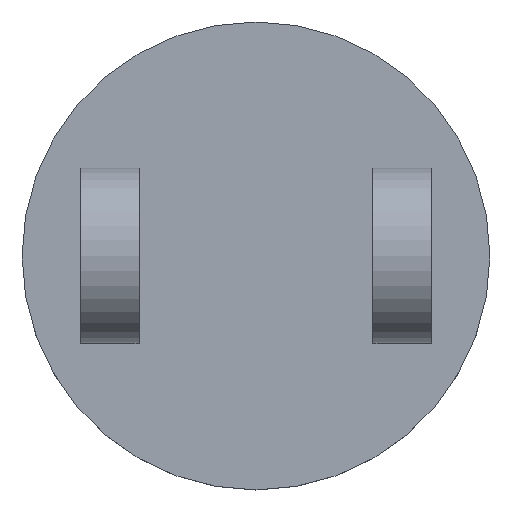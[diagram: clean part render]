
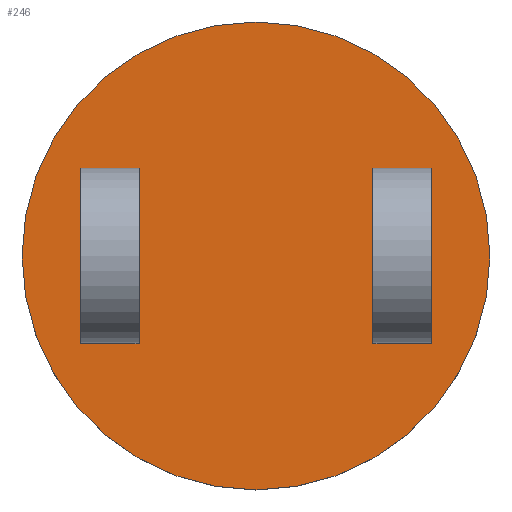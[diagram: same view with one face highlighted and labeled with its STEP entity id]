
A CAD part, top view. The second image highlights one B-rep face of the part: STEP entity #246.
In plain terms, the highlighted planar face has unit normal (0, 0, 1).
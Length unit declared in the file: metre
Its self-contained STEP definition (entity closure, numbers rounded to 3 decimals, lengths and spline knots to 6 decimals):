
#20=LINE('',#377,#40);
#21=LINE('',#380,#41);
#22=LINE('',#382,#42);
#23=LINE('',#384,#43);
#24=LINE('',#385,#44);
#25=LINE('',#388,#45);
#26=LINE('',#390,#46);
#27=LINE('',#392,#47);
#40=VECTOR('',#308,1.);
#41=VECTOR('',#309,1.);
#42=VECTOR('',#310,1.);
#43=VECTOR('',#311,1.);
#44=VECTOR('',#312,1.);
#45=VECTOR('',#313,1.);
#46=VECTOR('',#314,1.);
#47=VECTOR('',#315,1.);
#60=PLANE('',#276);
#72=ORIENTED_EDGE('',*,*,#132,.F.);
#73=ORIENTED_EDGE('',*,*,#133,.T.);
#74=ORIENTED_EDGE('',*,*,#134,.T.);
#75=ORIENTED_EDGE('',*,*,#135,.F.);
#76=ORIENTED_EDGE('',*,*,#136,.F.);
#77=ORIENTED_EDGE('',*,*,#137,.T.);
#78=ORIENTED_EDGE('',*,*,#138,.T.);
#79=ORIENTED_EDGE('',*,*,#139,.F.);
#80=ORIENTED_EDGE('',*,*,#130,.T.);
#130=EDGE_CURVE('',#160,#160,#182,.T.);
#132=EDGE_CURVE('',#162,#163,#20,.T.);
#133=EDGE_CURVE('',#162,#164,#21,.T.);
#134=EDGE_CURVE('',#164,#165,#22,.T.);
#135=EDGE_CURVE('',#163,#165,#23,.T.);
#136=EDGE_CURVE('',#166,#167,#24,.T.);
#137=EDGE_CURVE('',#166,#168,#25,.T.);
#138=EDGE_CURVE('',#168,#169,#26,.T.);
#139=EDGE_CURVE('',#167,#169,#27,.T.);
#160=VERTEX_POINT('',#373);
#162=VERTEX_POINT('',#378);
#163=VERTEX_POINT('',#379);
#164=VERTEX_POINT('',#381);
#165=VERTEX_POINT('',#383);
#166=VERTEX_POINT('',#386);
#167=VERTEX_POINT('',#387);
#168=VERTEX_POINT('',#389);
#169=VERTEX_POINT('',#391);
#182=CIRCLE('',#274,0.04);
#194=EDGE_LOOP('',(#72,#73,#74,#75));
#195=EDGE_LOOP('',(#76,#77,#78,#79));
#196=EDGE_LOOP('',(#80));
#218=FACE_BOUND('',#194,.T.);
#219=FACE_BOUND('',#195,.T.);
#220=FACE_BOUND('',#196,.T.);
#246=ADVANCED_FACE('',(#218,#219,#220),#60,.T.);
#274=AXIS2_PLACEMENT_3D('',#372,#302,#303);
#276=AXIS2_PLACEMENT_3D('',#376,#306,#307);
#302=DIRECTION('',(0.,0.,1.));
#303=DIRECTION('',(1.,0.,0.));
#306=DIRECTION('',(0.,0.,1.));
#307=DIRECTION('',(1.,0.,0.));
#308=DIRECTION('',(0.,-1.,0.));
#309=DIRECTION('',(1.,0.,0.));
#310=DIRECTION('',(0.,-1.,0.));
#311=DIRECTION('',(1.,0.,0.));
#312=DIRECTION('',(0.,-1.,0.));
#313=DIRECTION('',(1.,0.,0.));
#314=DIRECTION('',(0.,-1.,0.));
#315=DIRECTION('',(1.,0.,0.));
#372=CARTESIAN_POINT('',(0.,0.,0.01));
#373=CARTESIAN_POINT('',(0.04,0.,0.01));
#376=CARTESIAN_POINT('',(0.,0.,0.01));
#377=CARTESIAN_POINT('',(-0.03,0.,0.01));
#378=CARTESIAN_POINT('',(-0.03,0.015,0.01));
#379=CARTESIAN_POINT('',(-0.03,-0.015,0.01));
#380=CARTESIAN_POINT('',(-0.025,0.015,0.01));
#381=CARTESIAN_POINT('',(-0.02,0.015,0.01));
#382=CARTESIAN_POINT('',(-0.02,0.,0.01));
#383=CARTESIAN_POINT('',(-0.02,-0.015,0.01));
#384=CARTESIAN_POINT('',(-0.025,-0.015,0.01));
#385=CARTESIAN_POINT('',(0.02,0.,0.01));
#386=CARTESIAN_POINT('',(0.02,0.015,0.01));
#387=CARTESIAN_POINT('',(0.02,-0.015,0.01));
#388=CARTESIAN_POINT('',(0.025,0.015,0.01));
#389=CARTESIAN_POINT('',(0.03,0.015,0.01));
#390=CARTESIAN_POINT('',(0.03,0.,0.01));
#391=CARTESIAN_POINT('',(0.03,-0.015,0.01));
#392=CARTESIAN_POINT('',(0.025,-0.015,0.01));
